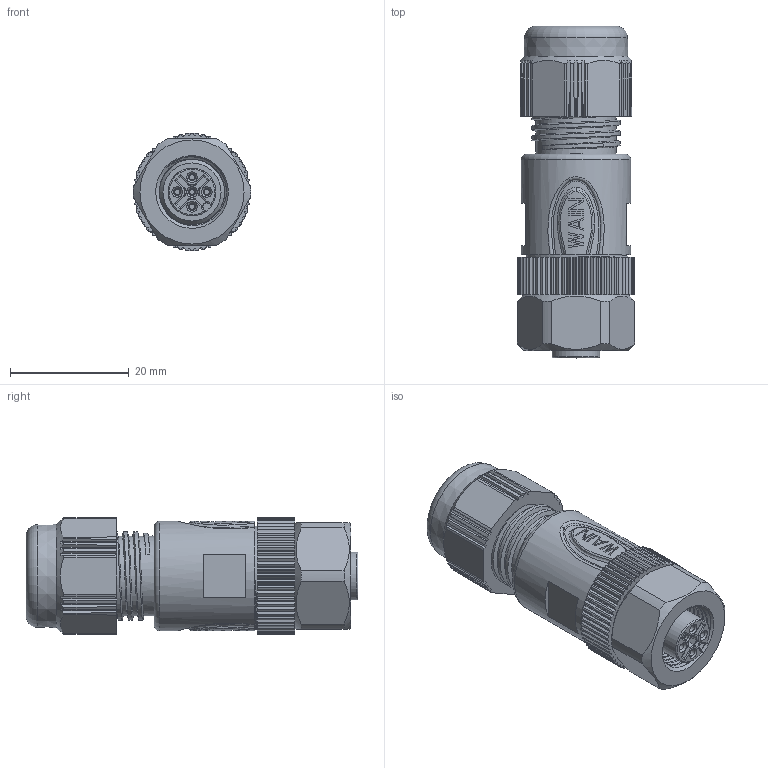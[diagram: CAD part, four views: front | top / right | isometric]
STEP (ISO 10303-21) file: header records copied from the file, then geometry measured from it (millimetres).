
FILE_DESCRIPTION(/* description */ (''),/* implementation_level */ '2;1');
FILE_NAME(/* name */ '3D_1630054213201_M12S-F05A-T-D6_V1.0_stp.stp',/* time_stamp */ '2024-01-30T14:56:33+08:00',/* author */ (''),/* organization */ (''),/* preprocessor_version */ 'ST-DEVELOPER v18.1',/* originating_system */ 'SIEMENS PLM Software NX 1980',/* authorisation */ '');
FILE_SCHEMA (('AUTOMOTIVE_DESIGN { 1 0 10303 214 3 1 1 1 }'));
Length unit declared in the file: millimetre
Products named in the file (1): 3D_1630054213201_M12S-F05A-T-D6_V1.0_stp
Bounding box: 19.8 x 56 x 19.8 mm (x, y, z)
Volume: 13520.5 mm3; surface area: 5685.5 mm2
Topology: 1 solids, 1 shells, 675 faces, 1951 edges, 1312 vertices
Faces by surface type: plane 340, cylinder 202, cone 84, bspline 25, torus 21, sphere 2, extrusion 1
Full cylindrical faces by diameter (mm): 1.1 x5, 1.18 x2, 1.22 x3, 1.56 x5, 8.05 x1, 8.45 x1, 11 x1, 11.05 x6, 13.5 x3, 18.5 x1
Entity records: 28454 total; most frequent: CARTESIAN_POINT 11989, ORIENTED_EDGE 3672, DIRECTION 3098, EDGE_CURVE 1836, VERTEX_POINT 1250, AXIS2_PLACEMENT_3D 1141, VECTOR 816, LINE 815
